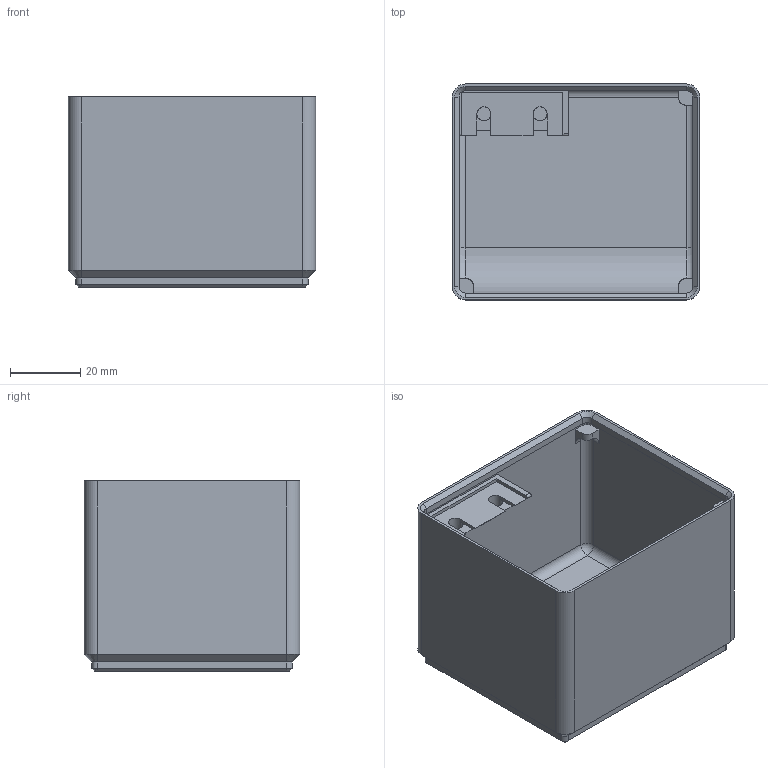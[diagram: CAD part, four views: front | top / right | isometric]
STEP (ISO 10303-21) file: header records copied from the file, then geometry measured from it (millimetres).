
FILE_DESCRIPTION(/* description */ ('','CAx-IF Rec.Pracs.---Representation and Presentation of Product Manufacturing Information (PMI)---4.0---2014-10-13'),/* implementation_level */ '2;1');
FILE_NAME(/* name */ 'Center Side Up 1x1x1 v2.step',/* time_stamp */ '2025-02-21T13:13:26+01:00',/* author */ (''),/* organization */ (''),/* preprocessor_version */ 'ST-DEVELOPER v20',/* originating_system */ 'Autodesk Translation Framework v13.20.0.188',/* authorisation */ '');
FILE_SCHEMA (('AP242_MANAGED_MODEL_BASED_3D_ENGINEERING_MIM_LF { 1 0 10303 442 1 1 4 }'));
Length unit declared in the file: millimetre
Products named in the file (2): Center Side Up 1x1x1; Gridfinity bin 1x1x7
Assembly tree (1 placements, depth 2):
  Center Side Up 1x1x1
    Gridfinity bin 1x1x7
Bounding box: 70.5 x 61.5 x 54.2 mm (x, y, z)
Volume: 45921 mm3; surface area: 34279.9 mm2
Topology: 1 solids, 1 shells, 117 faces, 288 edges, 169 vertices
Faces by surface type: plane 58, cylinder 38, cone 14, bspline 3, sphere 2, torus 2
Full cylindrical faces by diameter (mm): 4 x2
Entity records: 3529 total; most frequent: CARTESIAN_POINT 698, DIRECTION 603, ORIENTED_EDGE 570, EDGE_CURVE 285, AXIS2_PLACEMENT_3D 207, LINE 189, VECTOR 189, VERTEX_POINT 169
